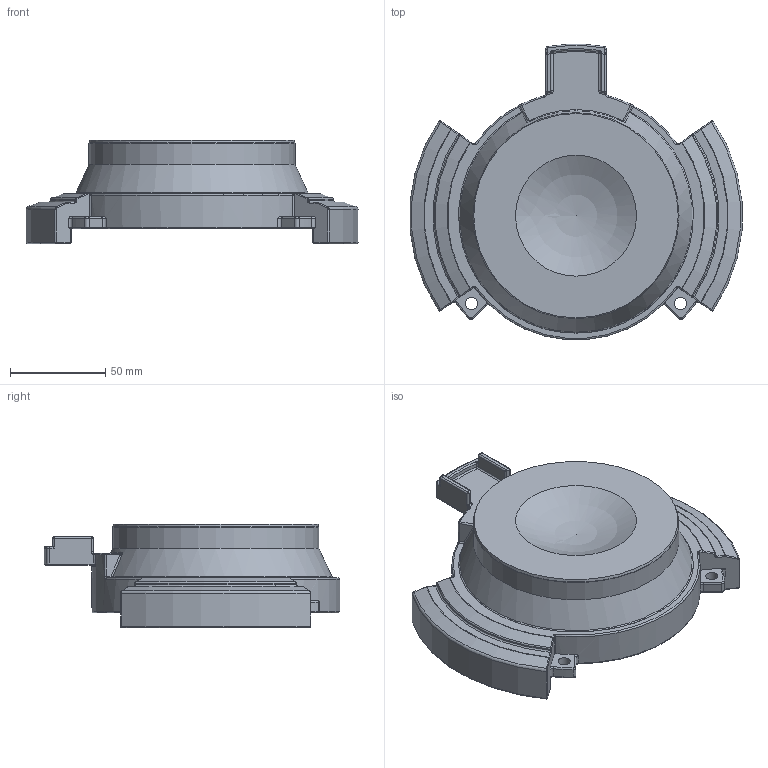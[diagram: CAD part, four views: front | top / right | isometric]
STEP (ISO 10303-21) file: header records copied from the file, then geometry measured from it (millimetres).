
FILE_DESCRIPTION(/* description */ ('3" FP DRY MATE PLUG'),/* implementation_level */ '2;1');
FILE_NAME(/* name */ 'DM300PL.stp',/* time_stamp */ '2022-04-25T12:07:08-04:00',/* author */ ('casbury'),/* organization */ (''),/* preprocessor_version */ 'ST-DEVELOPER v18.1',/* originating_system */ 'Autodesk Inventor 2022',/* authorisation */ '');
FILE_SCHEMA (('AUTOMOTIVE_DESIGN { 1 0 10303 214 3 1 1 }'));
Length unit declared in the file: inch
Products named in the file (1): DM300PL
Bounding box: 173.97 x 154.64 x 54.23 mm (x, y, z)
Volume: 229586.3 mm3; surface area: 70228.7 mm2
Topology: 1 solids, 1 shells, 602 faces, 1525 edges, 943 vertices
Faces by surface type: bspline 215, plane 205, cylinder 93, torus 66, sphere 16, cone 7
Full cylindrical faces by diameter (mm): 6.35 x2, 97.79 x1, 107.95 x1, 120.015 x1
Entity records: 20167 total; most frequent: CARTESIAN_POINT 7002, ORIENTED_EDGE 3006, DIRECTION 2211, EDGE_CURVE 1503, VERTEX_POINT 943, AXIS2_PLACEMENT_3D 749, LINE 713, VECTOR 713
